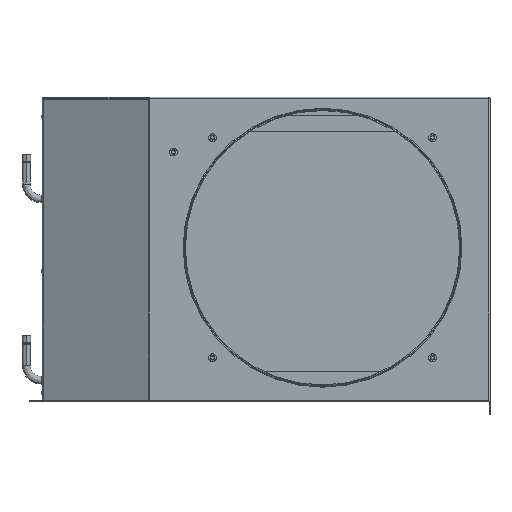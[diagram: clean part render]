
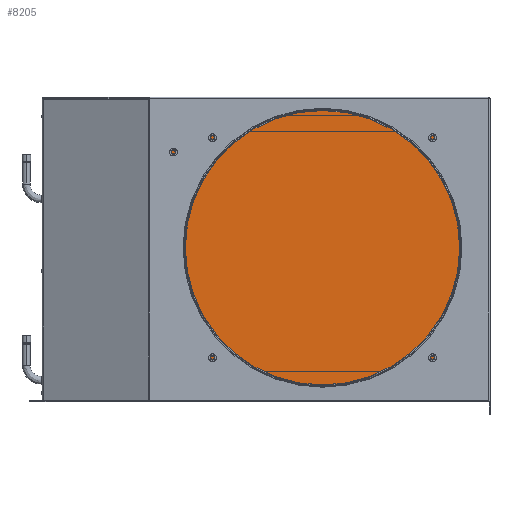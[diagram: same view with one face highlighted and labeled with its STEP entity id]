
A CAD part, top view. The second image highlights one B-rep face of the part: STEP entity #8205.
In plain terms, the highlighted face is planar.
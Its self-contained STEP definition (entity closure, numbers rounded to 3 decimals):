
#1068 = EDGE_CURVE ( 'NONE', #59395, #2794, #56324, .T. ) ;
#1919 = CARTESIAN_POINT ( 'NONE',  ( -8., -677., 499.95 ) ) ;
#2678 = ORIENTED_EDGE ( 'NONE', *, *, #1068, .F. ) ;
#2794 = VERTEX_POINT ( 'NONE', #1919 ) ;
#3146 = VERTEX_POINT ( 'NONE', #14029 ) ;
#3750 = DIRECTION ( 'NONE',  ( 0., 0., -1. ) ) ;
#6592 = VECTOR ( 'NONE', #3750, 1000. ) ;
#8028 = DIRECTION ( 'NONE',  ( 1., 0., 0. ) ) ;
#8205 = ADVANCED_FACE ( 'NONE', ( #17647 ), #56770, .F. ) ;
#9652 = ORIENTED_EDGE ( 'NONE', *, *, #52777, .T. ) ;
#11186 = CARTESIAN_POINT ( 'NONE',  ( -8., -15.22, 499.95 ) ) ;
#12844 = CARTESIAN_POINT ( 'NONE',  ( -8., -15.22, 499.95 ) ) ;
#13432 = ORIENTED_EDGE ( 'NONE', *, *, #55955, .F. ) ;
#13674 = LINE ( 'NONE', #23909, #6592 ) ;
#14029 = CARTESIAN_POINT ( 'NONE',  ( -8., -677., 0. ) ) ;
#14632 = DIRECTION ( 'NONE',  ( 0., -1., 0. ) ) ;
#17647 = FACE_OUTER_BOUND ( 'NONE', #34030, .T. ) ;
#20146 = VECTOR ( 'NONE', #14632, 1000. ) ;
#21373 = CARTESIAN_POINT ( 'NONE',  ( -8., -15.22, 499.95 ) ) ;
#22568 = CARTESIAN_POINT ( 'NONE',  ( -8., -677., 499.95 ) ) ;
#23909 = CARTESIAN_POINT ( 'NONE',  ( -8., -15.22, 499.95 ) ) ;
#34030 = EDGE_LOOP ( 'NONE', ( #9652, #13432, #2678, #47825 ) ) ;
#36030 = VERTEX_POINT ( 'NONE', #54167 ) ;
#36688 = DIRECTION ( 'NONE',  ( 0., 0., -1. ) ) ;
#45574 = VECTOR ( 'NONE', #51176, 1000. ) ;
#47825 = ORIENTED_EDGE ( 'NONE', *, *, #50425, .T. ) ;
#50425 = EDGE_CURVE ( 'NONE', #59395, #36030, #13674, .T. ) ;
#51176 = DIRECTION ( 'NONE',  ( 0., -1., 0. ) ) ;
#52777 = EDGE_CURVE ( 'NONE', #36030, #3146, #58558, .T. ) ;
#52938 = LINE ( 'NONE', #22568, #55221 ) ;
#54167 = CARTESIAN_POINT ( 'NONE',  ( -8., -15.22, 0. ) ) ;
#54633 = AXIS2_PLACEMENT_3D ( 'NONE', #12844, #8028, #58628 ) ;
#55221 = VECTOR ( 'NONE', #36688, 1000. ) ;
#55955 = EDGE_CURVE ( 'NONE', #2794, #3146, #52938, .T. ) ;
#56324 = LINE ( 'NONE', #21373, #45574 ) ;
#56770 = PLANE ( 'NONE',  #54633 ) ;
#58558 = LINE ( 'NONE', #58875, #20146 ) ;
#58628 = DIRECTION ( 'NONE',  ( 0., 1., 0. ) ) ;
#58875 = CARTESIAN_POINT ( 'NONE',  ( -8., -15.22, 0. ) ) ;
#59395 = VERTEX_POINT ( 'NONE', #11186 ) ;
